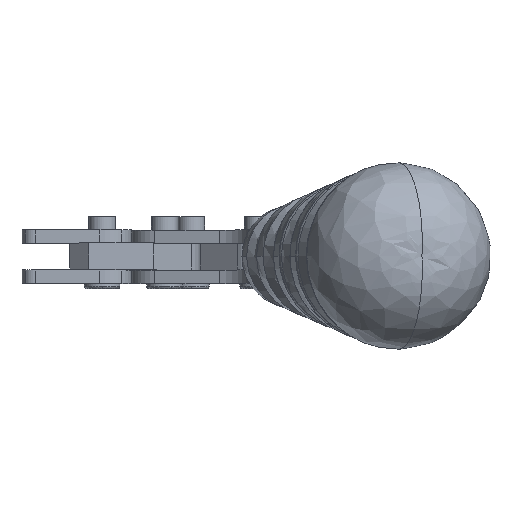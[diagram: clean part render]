
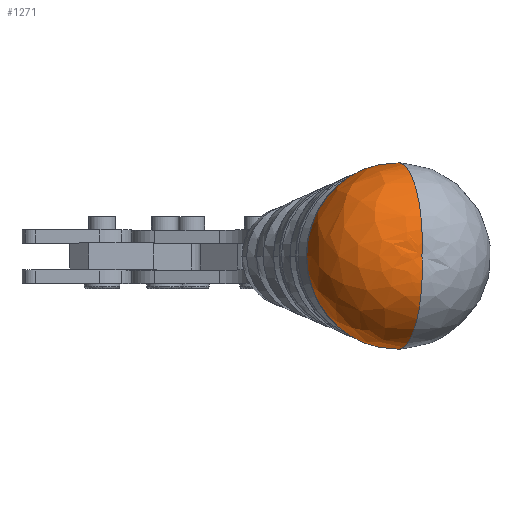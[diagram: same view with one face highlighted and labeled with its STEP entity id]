
A CAD part, top view. The second image highlights one B-rep face of the part: STEP entity #1271.
In plain terms, the highlighted free-form (B-spline) face has degree [2, 2] with [5, 9] control points.
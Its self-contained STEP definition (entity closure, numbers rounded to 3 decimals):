
#1153=CARTESIAN_POINT('',(106.797,-74.205,63.735));
#1154=VERTEX_POINT('',#1153);
#1162=CARTESIAN_POINT('',(86.95,-53.378,70.048));
#1163=VERTEX_POINT('',#1162);
#1164=CARTESIAN_POINT('',(106.797,-53.378,63.735));
#1165=DIRECTION('',(-0.303,0.,-0.953));
#1166=DIRECTION('',(0.953,0.,-0.303));
#1167=AXIS2_PLACEMENT_3D('',#1164,#1165,#1166);
#1168=CIRCLE('',#1167,20.827);
#1169=EDGE_CURVE('',#1154,#1163,#1168,.T.);
#1190=CARTESIAN_POINT('',(112.808,-53.378,82.631));
#1191=CARTESIAN_POINT('',(113.356,-64.273,84.354));
#1192=CARTESIAN_POINT('',(110.66,-70.821,75.879));
#1193=CARTESIAN_POINT('',(107.964,-77.368,67.403));
#1194=CARTESIAN_POINT('',(104.973,-72.405,58.001));
#1195=CARTESIAN_POINT('',(112.808,-53.378,82.631));
#1196=CARTESIAN_POINT('',(123.739,-64.273,81.051));
#1197=CARTESIAN_POINT('',(127.282,-70.821,70.591));
#1198=CARTESIAN_POINT('',(130.825,-77.368,60.13));
#1199=CARTESIAN_POINT('',(123.104,-72.405,52.233));
#1200=CARTESIAN_POINT('',(112.808,-53.378,82.631));
#1201=CARTESIAN_POINT('',(123.739,-53.378,81.051));
#1202=CARTESIAN_POINT('',(127.282,-53.378,70.591));
#1203=CARTESIAN_POINT('',(130.825,-53.378,60.13));
#1204=CARTESIAN_POINT('',(123.104,-53.378,52.233));
#1205=CARTESIAN_POINT('',(112.808,-53.378,82.631));
#1206=CARTESIAN_POINT('',(123.739,-42.483,81.051));
#1207=CARTESIAN_POINT('',(127.282,-35.935,70.591));
#1208=CARTESIAN_POINT('',(130.825,-29.388,60.13));
#1209=CARTESIAN_POINT('',(123.104,-34.351,52.233));
#1210=CARTESIAN_POINT('',(112.808,-53.378,82.631));
#1211=CARTESIAN_POINT('',(113.356,-42.483,84.354));
#1212=CARTESIAN_POINT('',(110.66,-35.935,75.879));
#1213=CARTESIAN_POINT('',(107.964,-29.388,67.403));
#1214=CARTESIAN_POINT('',(104.973,-34.351,58.001));
#1215=CARTESIAN_POINT('',(112.808,-53.378,82.631));
#1216=CARTESIAN_POINT('',(102.974,-42.483,87.657));
#1217=CARTESIAN_POINT('',(94.038,-35.935,81.166));
#1218=CARTESIAN_POINT('',(85.102,-29.388,74.676));
#1219=CARTESIAN_POINT('',(86.841,-34.351,63.769));
#1220=CARTESIAN_POINT('',(112.808,-53.378,82.631));
#1221=CARTESIAN_POINT('',(102.974,-53.378,87.657));
#1222=CARTESIAN_POINT('',(94.038,-53.378,81.166));
#1223=CARTESIAN_POINT('',(85.102,-53.378,74.676));
#1224=CARTESIAN_POINT('',(86.841,-53.378,63.769));
#1225=CARTESIAN_POINT('',(112.808,-53.378,82.631));
#1226=CARTESIAN_POINT('',(102.974,-64.273,87.657));
#1227=CARTESIAN_POINT('',(94.038,-70.821,81.166));
#1228=CARTESIAN_POINT('',(85.102,-77.368,74.676));
#1229=CARTESIAN_POINT('',(86.841,-72.405,63.769));
#1230=CARTESIAN_POINT('',(112.808,-53.378,82.631));
#1231=CARTESIAN_POINT('',(113.356,-64.273,84.354));
#1232=CARTESIAN_POINT('',(110.66,-70.821,75.879));
#1233=CARTESIAN_POINT('',(107.964,-77.368,67.403));
#1234=CARTESIAN_POINT('',(104.973,-72.405,58.001));
#1242=(BOUNDED_SURFACE()B_SPLINE_SURFACE(2,2,((#1190,#1195,#1200,#1205,#1210,#1215,#1220,#1225,#1230),(#1191,#1196,#1201,#1206,#1211,#1216,#1221,#1226,#1231),(#1192,#1197,#1202,#1207,#1212,#1217,#1222,#1227,#1232),(#1193,#1198,#1203,#1208,#1213,#1218,#1223,#1228,#1233),(#1194,#1199,#1204,#1209,#1214,#1219,#1224,#1229,#1234)),.UNSPECIFIED.,.F.,.T.,.U.)B_SPLINE_SURFACE_WITH_KNOTS((3,2,3),(3,2,2,2,3),(-1.735,-0.635,0.466),(0.0,1.571,3.142,4.712,6.283),.UNSPECIFIED.)GEOMETRIC_REPRESENTATION_ITEM()RATIONAL_B_SPLINE_SURFACE(((1.0,0.707,1.0,0.707,1.0,0.707,1.0,0.707,1.0),(0.852,0.603,0.852,0.603,0.852,0.603,0.852,0.603,0.852),(1.0,0.707,1.0,0.707,1.0,0.707,1.0,0.707,1.0),(0.852,0.603,0.852,0.603,0.852,0.603,0.852,0.603,0.852),(1.0,0.707,1.0,0.707,1.0,0.707,1.0,0.707,1.0)))REPRESENTATION_ITEM('')SURFACE());
#1243=CARTESIAN_POINT('',(112.808,-53.378,82.631));
#1244=VERTEX_POINT('',#1243);
#1245=CARTESIAN_POINT('',(107.425,-56.325,65.71));
#1246=DIRECTION('',(-0.953,0.0,0.303));
#1247=DIRECTION('',(0.0,-1.0,0.0));
#1248=AXIS2_PLACEMENT_3D('',#1245,#1246,#1247);
#1249=CIRCLE('',#1248,18.);
#1250=EDGE_CURVE('',#1154,#1244,#1249,.T.);
#1251=ORIENTED_EDGE('',*,*,#1250,.T.);
#1252=CARTESIAN_POINT('',(106.797,-32.551,63.735));
#1253=VERTEX_POINT('',#1252);
#1254=CARTESIAN_POINT('',(107.425,-50.431,65.71));
#1255=DIRECTION('',(-0.953,0.0,0.303));
#1256=DIRECTION('',(0.0,1.0,0.0));
#1257=AXIS2_PLACEMENT_3D('',#1254,#1255,#1256);
#1258=CIRCLE('',#1257,18.);
#1259=EDGE_CURVE('',#1244,#1253,#1258,.T.);
#1260=ORIENTED_EDGE('',*,*,#1259,.T.);
#1261=CARTESIAN_POINT('',(106.797,-53.378,63.735));
#1262=DIRECTION('',(-0.303,0.,-0.953));
#1263=DIRECTION('',(0.953,0.,-0.303));
#1264=AXIS2_PLACEMENT_3D('',#1261,#1262,#1263);
#1265=CIRCLE('',#1264,20.827);
#1266=EDGE_CURVE('',#1163,#1253,#1265,.T.);
#1267=ORIENTED_EDGE('',*,*,#1266,.F.);
#1268=ORIENTED_EDGE('',*,*,#1169,.F.);
#1269=EDGE_LOOP('',(#1251,#1260,#1267,#1268));
#1270=FACE_OUTER_BOUND('',#1269,.T.);
#1271=ADVANCED_FACE('',(#1270),#1242,.T.);
